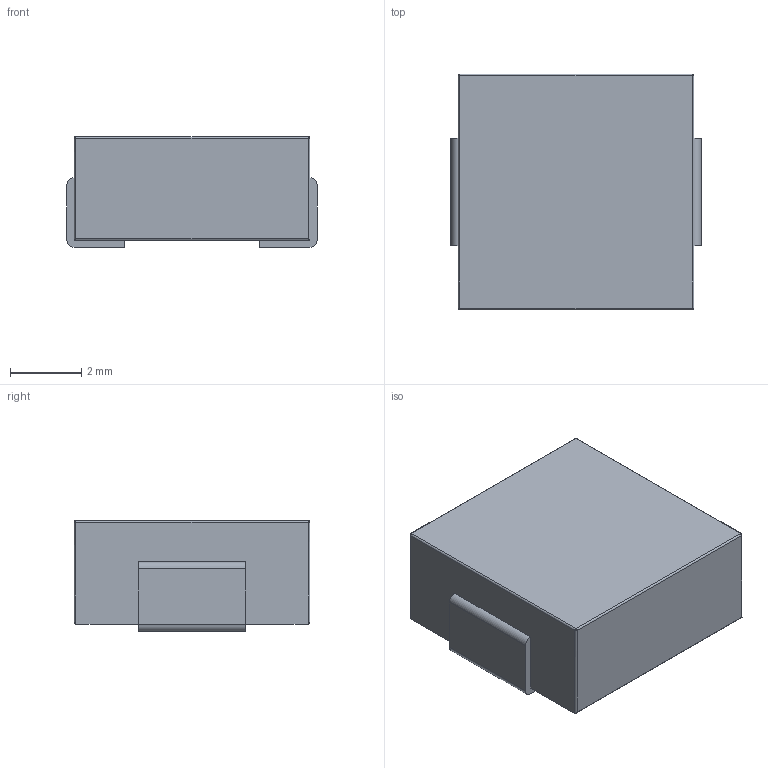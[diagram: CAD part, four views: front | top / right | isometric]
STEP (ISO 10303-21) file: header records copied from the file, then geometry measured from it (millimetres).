
FILE_DESCRIPTION (( 'STEP AP214' ), '1' );
FILE_NAME ('MGAH0603220M-10.STEP', '2023-07-07T10:47:31', ( '' ), ( '' ), 'SwSTEP 2.0', 'SolidWorks 2022', '' );
FILE_SCHEMA (( 'AUTOMOTIVE_DESIGN' ));
Length unit declared in the file: millimetre
Products named in the file (1): MGAH0603220M-10
Bounding box: 7 x 6.6 x 3.1 mm (x, y, z)
Volume: 130.2 mm3; surface area: 209 mm2
Topology: 3 solids, 3 shells, 46 faces, 108 edges, 64 vertices
Faces by surface type: plane 28, cylinder 14, sphere 4
Entity records: 1510 total; most frequent: CARTESIAN_POINT 227, DIRECTION 214, ORIENTED_EDGE 208, EDGE_CURVE 104, LINE 80, VECTOR 80, AXIS2_PLACEMENT_3D 67, VERTEX_POINT 64
